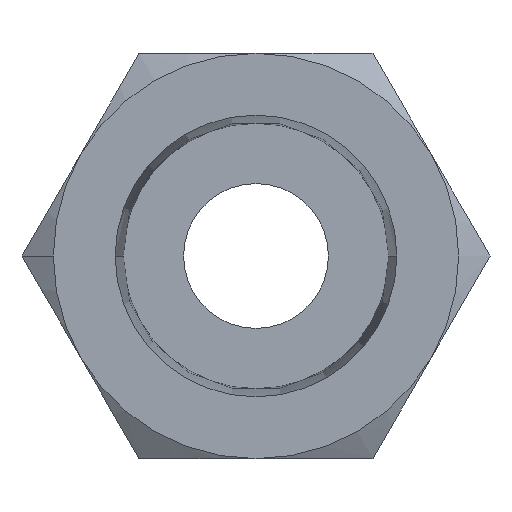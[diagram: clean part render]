
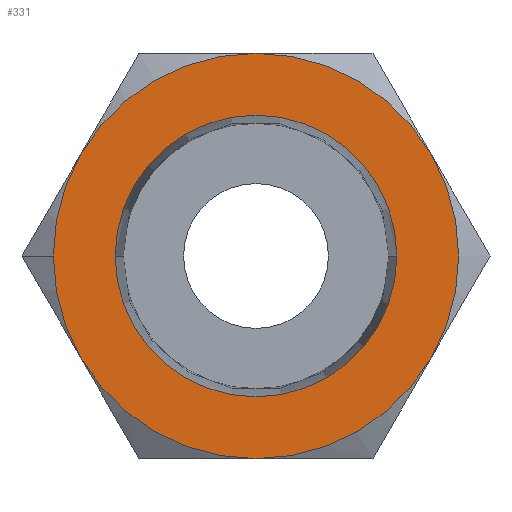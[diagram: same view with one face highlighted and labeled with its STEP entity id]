
A CAD part, front view. The second image highlights one B-rep face of the part: STEP entity #331.
In plain terms, the highlighted planar face has unit normal (0, -1, 0).
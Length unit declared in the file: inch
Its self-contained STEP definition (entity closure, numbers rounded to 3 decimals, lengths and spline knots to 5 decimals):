
#13 = AXIS2_PLACEMENT_3D ( 'NONE', #786, #2055, #988 ) ;
#16 = DIRECTION ( 'NONE',  ( 0., 1., 0. ) ) ;
#61 = VERTEX_POINT ( 'NONE', #1894 ) ;
#69 = EDGE_CURVE ( 'NONE', #1349, #979, #470, .T. ) ;
#88 = FACE_BOUND ( 'NONE', #419, .T. ) ;
#106 = ORIENTED_EDGE ( 'NONE', *, *, #2221, .T. ) ;
#132 = CIRCLE ( 'NONE', #1589, 0.27559 ) ;
#145 = CARTESIAN_POINT ( 'NONE',  ( 0., -0.43307, 0. ) ) ;
#196 = DIRECTION ( 'NONE',  ( 0., 1., 0. ) ) ;
#214 = CIRCLE ( 'NONE', #230, 0.1915 ) ;
#230 = AXIS2_PLACEMENT_3D ( 'NONE', #2253, #16, #2331 ) ;
#289 = CARTESIAN_POINT ( 'NONE',  ( -0.1915, -0.43307, 0. ) ) ;
#291 = CARTESIAN_POINT ( 'NONE',  ( -0.23867, -0.43307, 0.1378 ) ) ;
#294 = CIRCLE ( 'NONE', #1888, 0.27559 ) ;
#310 = EDGE_CURVE ( 'NONE', #1776, #645, #214, .T. ) ;
#316 = DIRECTION ( 'NONE',  ( -1., 0., 0. ) ) ;
#319 = ORIENTED_EDGE ( 'NONE', *, *, #1872, .F. ) ;
#331 = ADVANCED_FACE ( 'NONE', ( #88, #2333 ), #1622, .T. ) ;
#408 = ORIENTED_EDGE ( 'NONE', *, *, #69, .F. ) ;
#419 = EDGE_LOOP ( 'NONE', ( #106, #1644 ) ) ;
#470 = CIRCLE ( 'NONE', #1567, 0.27559 ) ;
#629 = VERTEX_POINT ( 'NONE', #2341 ) ;
#645 = VERTEX_POINT ( 'NONE', #2244 ) ;
#646 = CIRCLE ( 'NONE', #2030, 0.1915 ) ;
#666 = ORIENTED_EDGE ( 'NONE', *, *, #1977, .F. ) ;
#669 = AXIS2_PLACEMENT_3D ( 'NONE', #1995, #927, #2168 ) ;
#676 = DIRECTION ( 'NONE',  ( 0., 1., 0. ) ) ;
#786 = CARTESIAN_POINT ( 'NONE',  ( 0., -0.43307, 0. ) ) ;
#805 = CARTESIAN_POINT ( 'NONE',  ( 0., -0.43307, -0.27559 ) ) ;
#888 = ORIENTED_EDGE ( 'NONE', *, *, #2311, .F. ) ;
#927 = DIRECTION ( 'NONE',  ( 0., 1., 0. ) ) ;
#972 = DIRECTION ( 'NONE',  ( 0., 1., 0. ) ) ;
#979 = VERTEX_POINT ( 'NONE', #1281 ) ;
#988 = DIRECTION ( 'NONE',  ( -1., 0., 0. ) ) ;
#1049 = CARTESIAN_POINT ( 'NONE',  ( 0., -0.43307, 0. ) ) ;
#1051 = VERTEX_POINT ( 'NONE', #291 ) ;
#1101 = CIRCLE ( 'NONE', #13, 0.27559 ) ;
#1151 = AXIS2_PLACEMENT_3D ( 'NONE', #1533, #1445, #1432 ) ;
#1193 = ORIENTED_EDGE ( 'NONE', *, *, #2093, .F. ) ;
#1204 = VERTEX_POINT ( 'NONE', #805 ) ;
#1240 = DIRECTION ( 'NONE',  ( -1., 0., 0. ) ) ;
#1281 = CARTESIAN_POINT ( 'NONE',  ( 0.23867, -0.43307, 0.1378 ) ) ;
#1311 = CARTESIAN_POINT ( 'NONE',  ( 0., -0.43307, 0. ) ) ;
#1334 = CARTESIAN_POINT ( 'NONE',  ( 0., -0.43307, 0. ) ) ;
#1349 = VERTEX_POINT ( 'NONE', #1453 ) ;
#1362 = EDGE_CURVE ( 'NONE', #629, #61, #1556, .T. ) ;
#1432 = DIRECTION ( 'NONE',  ( 0., 0., -1. ) ) ;
#1445 = DIRECTION ( 'NONE',  ( 0., -1., 0. ) ) ;
#1452 = DIRECTION ( 'NONE',  ( 0., 1., 0. ) ) ;
#1453 = CARTESIAN_POINT ( 'NONE',  ( 0., -0.43307, 0.27559 ) ) ;
#1499 = DIRECTION ( 'NONE',  ( 1., 0., 0. ) ) ;
#1516 = AXIS2_PLACEMENT_3D ( 'NONE', #1049, #2273, #1240 ) ;
#1519 = ORIENTED_EDGE ( 'NONE', *, *, #2213, .F. ) ;
#1533 = CARTESIAN_POINT ( 'NONE',  ( -0.1378, -0.43307, 0. ) ) ;
#1556 = CIRCLE ( 'NONE', #669, 0.27559 ) ;
#1567 = AXIS2_PLACEMENT_3D ( 'NONE', #1311, #1971, #2103 ) ;
#1573 = EDGE_LOOP ( 'NONE', ( #408, #888, #1519, #1726, #1193, #666, #319 ) ) ;
#1589 = AXIS2_PLACEMENT_3D ( 'NONE', #145, #1452, #316 ) ;
#1622 = PLANE ( 'NONE',  #1151 ) ;
#1644 = ORIENTED_EDGE ( 'NONE', *, *, #310, .T. ) ;
#1726 = ORIENTED_EDGE ( 'NONE', *, *, #1362, .F. ) ;
#1767 = CARTESIAN_POINT ( 'NONE',  ( 0., -0.43307, 0. ) ) ;
#1776 = VERTEX_POINT ( 'NONE', #289 ) ;
#1872 = EDGE_CURVE ( 'NONE', #979, #1973, #2246, .T. ) ;
#1888 = AXIS2_PLACEMENT_3D ( 'NONE', #1767, #676, #1959 ) ;
#1894 = CARTESIAN_POINT ( 'NONE',  ( -0.27559, -0.43307, 0. ) ) ;
#1945 = CARTESIAN_POINT ( 'NONE',  ( 0.23867, -0.43307, -0.1378 ) ) ;
#1959 = DIRECTION ( 'NONE',  ( -1., 0., 0. ) ) ;
#1971 = DIRECTION ( 'NONE',  ( 0., 1., 0. ) ) ;
#1973 = VERTEX_POINT ( 'NONE', #1945 ) ;
#1977 = EDGE_CURVE ( 'NONE', #1973, #1204, #294, .T. ) ;
#1995 = CARTESIAN_POINT ( 'NONE',  ( 0., -0.43307, 0. ) ) ;
#2030 = AXIS2_PLACEMENT_3D ( 'NONE', #1334, #196, #1499 ) ;
#2033 = CARTESIAN_POINT ( 'NONE',  ( 0., -0.43307, 0. ) ) ;
#2045 = CIRCLE ( 'NONE', #2138, 0.27559 ) ;
#2055 = DIRECTION ( 'NONE',  ( 0., 1., 0. ) ) ;
#2093 = EDGE_CURVE ( 'NONE', #1204, #629, #132, .T. ) ;
#2103 = DIRECTION ( 'NONE',  ( -1., 0., 0. ) ) ;
#2138 = AXIS2_PLACEMENT_3D ( 'NONE', #2033, #972, #2208 ) ;
#2168 = DIRECTION ( 'NONE',  ( -1., 0., 0. ) ) ;
#2208 = DIRECTION ( 'NONE',  ( -1., 0., 0. ) ) ;
#2213 = EDGE_CURVE ( 'NONE', #61, #1051, #2045, .T. ) ;
#2221 = EDGE_CURVE ( 'NONE', #645, #1776, #646, .T. ) ;
#2244 = CARTESIAN_POINT ( 'NONE',  ( 0.1915, -0.43307, 0. ) ) ;
#2246 = CIRCLE ( 'NONE', #1516, 0.27559 ) ;
#2253 = CARTESIAN_POINT ( 'NONE',  ( 0., -0.43307, 0. ) ) ;
#2273 = DIRECTION ( 'NONE',  ( 0., 1., 0. ) ) ;
#2311 = EDGE_CURVE ( 'NONE', #1051, #1349, #1101, .T. ) ;
#2331 = DIRECTION ( 'NONE',  ( 1., 0., 0. ) ) ;
#2333 = FACE_OUTER_BOUND ( 'NONE', #1573, .T. ) ;
#2341 = CARTESIAN_POINT ( 'NONE',  ( -0.23867, -0.43307, -0.1378 ) ) ;
